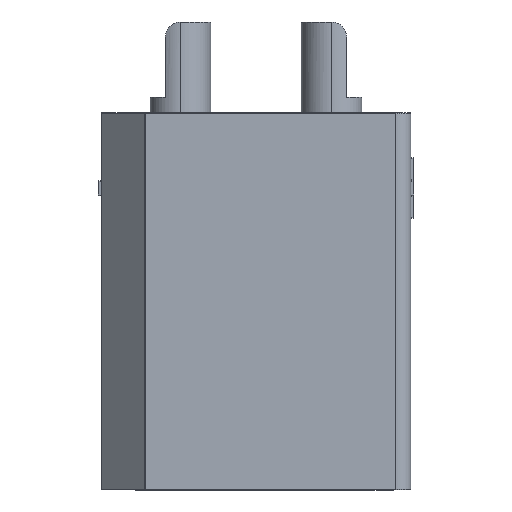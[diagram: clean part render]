
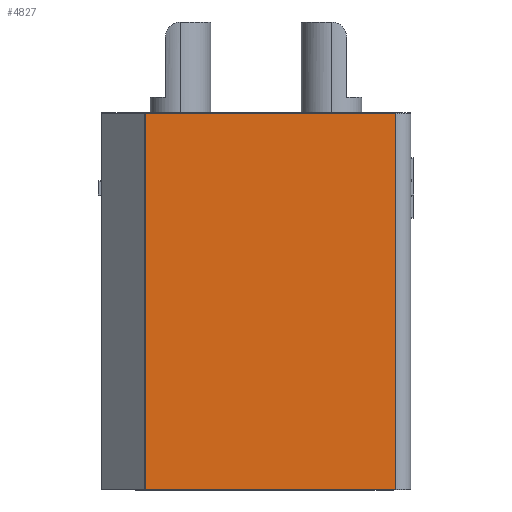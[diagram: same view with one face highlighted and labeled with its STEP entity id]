
A CAD part, left-side view. The second image highlights one B-rep face of the part: STEP entity #4827.
In plain terms, the highlighted planar face has unit normal (-1, 0, 0).
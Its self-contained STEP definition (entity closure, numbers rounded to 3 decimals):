
#48 = CARTESIAN_POINT ( 'NONE',  ( 0., 8.792, 0.02 ) ) ;
#53 = EDGE_CURVE ( 'NONE', #695, #3220, #7411, .T. ) ;
#357 = DIRECTION ( 'NONE',  ( 0., 1., 0. ) ) ;
#695 = VERTEX_POINT ( 'NONE', #48 ) ;
#830 = CARTESIAN_POINT ( 'NONE',  ( 0., 8.792, 12.48 ) ) ;
#1108 = CARTESIAN_POINT ( 'NONE',  ( 0., 0.5, 0.02 ) ) ;
#1166 = ORIENTED_EDGE ( 'NONE', *, *, #4564, .F. ) ;
#1203 = ORIENTED_EDGE ( 'NONE', *, *, #6451, .F. ) ;
#1426 = CARTESIAN_POINT ( 'NONE',  ( 0., 6.028, 12.48 ) ) ;
#1554 = B_SPLINE_CURVE_WITH_KNOTS ( 'NONE', 3,
 ( #4085, #1740, #7732, #5555 ),
 .UNSPECIFIED., .F., .F.,
 ( 4, 4 ),
 ( 0., 1. ),
 .UNSPECIFIED. ) ;
#1740 = CARTESIAN_POINT ( 'NONE',  ( 0., 0.5, 8.327 ) ) ;
#2367 = B_SPLINE_CURVE_WITH_KNOTS ( 'NONE', 3,
 ( #5395, #4677, #7664, #6216 ),
 .UNSPECIFIED., .F., .F.,
 ( 4, 4 ),
 ( 0., 1. ),
 .UNSPECIFIED. ) ;
#2555 = CARTESIAN_POINT ( 'NONE',  ( 0., 8.8, 12.5 ) ) ;
#2877 = B_SPLINE_CURVE_WITH_KNOTS ( 'NONE', 3,
 ( #3470, #1426, #4279, #5655 ),
 .UNSPECIFIED., .F., .F.,
 ( 4, 4 ),
 ( 0., 1. ),
 .UNSPECIFIED. ) ;
#3220 = VERTEX_POINT ( 'NONE', #7542 ) ;
#3470 = CARTESIAN_POINT ( 'NONE',  ( 0., 8.792, 12.48 ) ) ;
#3899 = PLANE ( 'NONE',  #4517 ) ;
#4028 = FACE_OUTER_BOUND ( 'NONE', #7204, .T. ) ;
#4085 = CARTESIAN_POINT ( 'NONE',  ( 0., 0.5, 12.48 ) ) ;
#4244 = EDGE_CURVE ( 'NONE', #9251, #695, #2367, .T. ) ;
#4279 = CARTESIAN_POINT ( 'NONE',  ( 0., 3.264, 12.48 ) ) ;
#4517 = AXIS2_PLACEMENT_3D ( 'NONE', #2555, #6958, #357 ) ;
#4564 = EDGE_CURVE ( 'NONE', #8876, #9251, #1554, .T. ) ;
#4677 = CARTESIAN_POINT ( 'NONE',  ( 0., 3.264, 0.02 ) ) ;
#4827 = ADVANCED_FACE ( 'NONE', ( #4028 ), #3899, .F. ) ;
#5395 = CARTESIAN_POINT ( 'NONE',  ( 0., 0.5, 0.02 ) ) ;
#5555 = CARTESIAN_POINT ( 'NONE',  ( 0., 0.5, 0.02 ) ) ;
#5655 = CARTESIAN_POINT ( 'NONE',  ( 0., 0.5, 12.48 ) ) ;
#6216 = CARTESIAN_POINT ( 'NONE',  ( 0., 8.792, 0.02 ) ) ;
#6451 = EDGE_CURVE ( 'NONE', #3220, #8876, #2877, .T. ) ;
#6691 = ORIENTED_EDGE ( 'NONE', *, *, #53, .F. ) ;
#6829 = CARTESIAN_POINT ( 'NONE',  ( 0., 8.792, 8.327 ) ) ;
#6958 = DIRECTION ( 'NONE',  ( 1., 0., 0. ) ) ;
#7149 = CARTESIAN_POINT ( 'NONE',  ( 0., 0.5, 12.48 ) ) ;
#7204 = EDGE_LOOP ( 'NONE', ( #7484, #1166, #1203, #6691 ) ) ;
#7411 = B_SPLINE_CURVE_WITH_KNOTS ( 'NONE', 3,
 ( #8995, #8852, #6829, #830 ),
 .UNSPECIFIED., .F., .F.,
 ( 4, 4 ),
 ( 0., 1. ),
 .UNSPECIFIED. ) ;
#7484 = ORIENTED_EDGE ( 'NONE', *, *, #4244, .F. ) ;
#7542 = CARTESIAN_POINT ( 'NONE',  ( 0., 8.792, 12.48 ) ) ;
#7664 = CARTESIAN_POINT ( 'NONE',  ( 0., 6.028, 0.02 ) ) ;
#7732 = CARTESIAN_POINT ( 'NONE',  ( 0., 0.5, 4.173 ) ) ;
#8852 = CARTESIAN_POINT ( 'NONE',  ( 0., 8.792, 4.173 ) ) ;
#8876 = VERTEX_POINT ( 'NONE', #7149 ) ;
#8995 = CARTESIAN_POINT ( 'NONE',  ( 0., 8.792, 0.02 ) ) ;
#9251 = VERTEX_POINT ( 'NONE', #1108 ) ;
